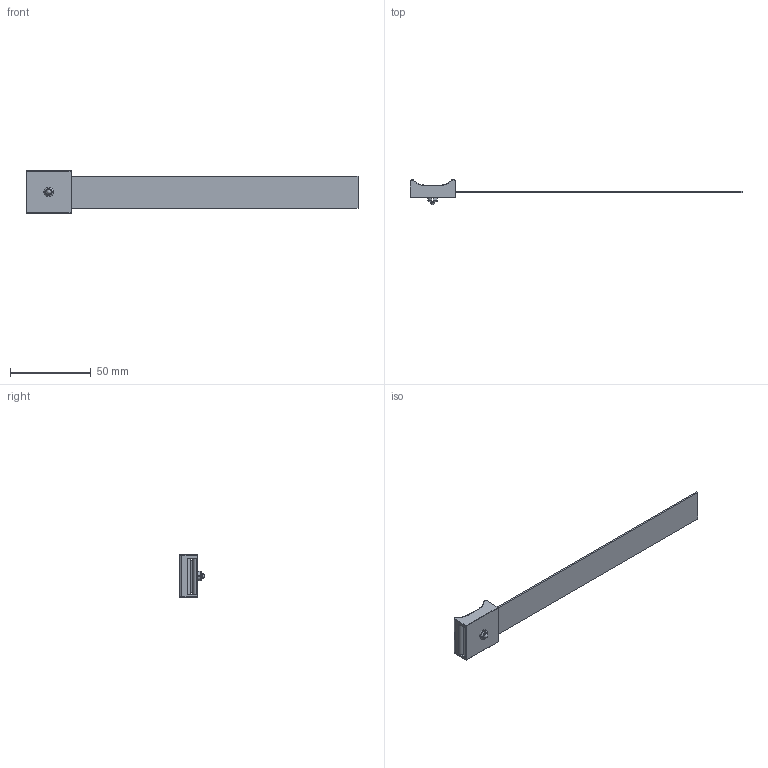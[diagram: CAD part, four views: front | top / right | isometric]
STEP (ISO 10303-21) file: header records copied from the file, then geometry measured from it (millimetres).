
FILE_DESCRIPTION (( 'STEP AP214' ), '1' );
FILE_NAME ('3011-574-180.STEP', '2024-09-10T06:07:09', ( '' ), ( '' ), 'SwSTEP 2.0', 'SolidWorks 2022', '' );
FILE_SCHEMA (( 'AUTOMOTIVE_DESIGN' ));
Length unit declared in the file: millimetre
Products named in the file (3): 3011-574; 3011-574-180; 8020-020 190mm
Assembly tree (2 placements, depth 2):
  3011-574-180
    3011-574
    8020-020 190mm
Bounding box: 204.96 x 15.49 x 26 mm (x, y, z)
Volume: 9322.5 mm3; surface area: 11939.9 mm2
Topology: 3 solids, 3 shells, 87 faces, 225 edges, 132 vertices
Faces by surface type: plane 33, cylinder 29, bspline 21, cone 4
Entity records: 3160 total; most frequent: CARTESIAN_POINT 965, ORIENTED_EDGE 438, DIRECTION 405, EDGE_CURVE 219, AXIS2_PLACEMENT_3D 149, VERTEX_POINT 132, VECTOR 107, LINE 107
